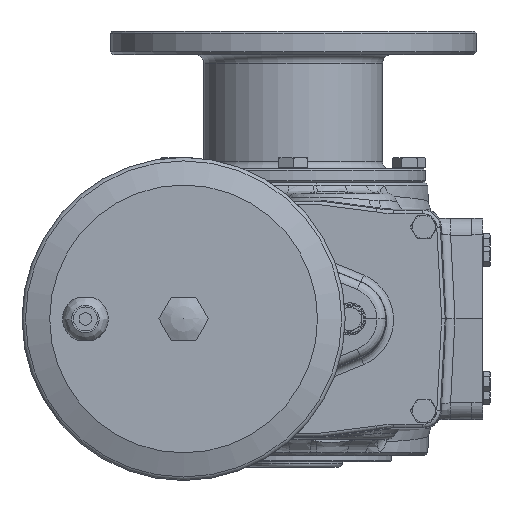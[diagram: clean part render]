
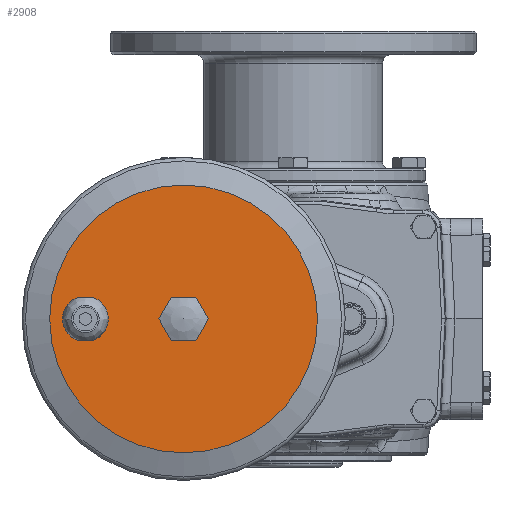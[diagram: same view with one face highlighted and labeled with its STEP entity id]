
A CAD part, left-side view. The second image highlights one B-rep face of the part: STEP entity #2908.
In plain terms, the highlighted planar face has unit normal (-1, 0, 0).
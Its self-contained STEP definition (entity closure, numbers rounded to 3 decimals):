
#2908 = ADVANCED_FACE( '', ( #6324, #6325, #6326 ), #6327, .T. );
#6324 = FACE_BOUND( '', #26862, .T. );
#6325 = FACE_OUTER_BOUND( '', #26863, .T. );
#6326 = FACE_BOUND( '', #26864, .T. );
#6327 = PLANE( '', #26865 );
#26862 = EDGE_LOOP( '', ( #36989, #36990, #36991, #36992 ) );
#26863 = EDGE_LOOP( '', ( #36993 ) );
#26864 = EDGE_LOOP( '', ( #36994, #36995, #36996, #36997, #36998, #36999 ) );
#26865 = AXIS2_PLACEMENT_3D( '', #37000, #37001, #37002 );
#36989 = ORIENTED_EDGE( '', *, *, #40835, .F. );
#36990 = ORIENTED_EDGE( '', *, *, #40928, .F. );
#36991 = ORIENTED_EDGE( '', *, *, #40876, .F. );
#36992 = ORIENTED_EDGE( '', *, *, #41042, .T. );
#36993 = ORIENTED_EDGE( '', *, *, #41043, .T. );
#36994 = ORIENTED_EDGE( '', *, *, #39302, .T. );
#36995 = ORIENTED_EDGE( '', *, *, #41044, .T. );
#36996 = ORIENTED_EDGE( '', *, *, #40200, .T. );
#36997 = ORIENTED_EDGE( '', *, *, #38659, .T. );
#36998 = ORIENTED_EDGE( '', *, *, #41045, .T. );
#36999 = ORIENTED_EDGE( '', *, *, #40480, .T. );
#37000 = CARTESIAN_POINT( '', ( -633.9, 136.4, 0. ) );
#37001 = DIRECTION( '', ( -1., 0., 0. ) );
#37002 = DIRECTION( '', ( 0., 1., 0. ) );
#38659 = EDGE_CURVE( '', #42192, #42196, #42198, .T. );
#39302 = EDGE_CURVE( '', #43213, #43217, #43219, .T. );
#40200 = EDGE_CURVE( '', #44489, #42192, #44492, .T. );
#40480 = EDGE_CURVE( '', #44852, #43213, #44854, .T. );
#40835 = EDGE_CURVE( '', #45283, #45284, #45285, .T. );
#40876 = EDGE_CURVE( '', #45330, #45332, #45333, .T. );
#40928 = EDGE_CURVE( '', #45332, #45283, #45395, .T. );
#41042 = EDGE_CURVE( '', #45330, #45284, #45519, .T. );
#41043 = EDGE_CURVE( '', #45520, #45520, #45521, .T. );
#41044 = EDGE_CURVE( '', #43217, #44489, #45522, .T. );
#41045 = EDGE_CURVE( '', #42196, #44852, #45523, .T. );
#42192 = VERTEX_POINT( '', #48516 );
#42196 = VERTEX_POINT( '', #48521 );
#42198 = LINE( '', #48524, #48525 );
#43213 = VERTEX_POINT( '', #51593 );
#43217 = VERTEX_POINT( '', #51598 );
#43219 = LINE( '', #51601, #51602 );
#44489 = VERTEX_POINT( '', #54908 );
#44492 = LINE( '', #54912, #54913 );
#44852 = VERTEX_POINT( '', #55978 );
#44854 = LINE( '', #55981, #55982 );
#45283 = VERTEX_POINT( '', #57513 );
#45284 = VERTEX_POINT( '', #57514 );
#45285 = CIRCLE( '', #57515, 12.8 );
#45330 = VERTEX_POINT( '', #57781 );
#45332 = VERTEX_POINT( '', #57784 );
#45333 = CIRCLE( '', #57785, 12.8 );
#45395 = LINE( '', #57954, #57955 );
#45519 = LINE( '', #58126, #58127 );
#45520 = VERTEX_POINT( '', #58128 );
#45521 = CIRCLE( '', #58129, 75. );
#45522 = LINE( '', #58130, #58131 );
#45523 = LINE( '', #58132, #58133 );
#48516 = CARTESIAN_POINT( '', ( -633.9, 68.328, -12. ) );
#48521 = CARTESIAN_POINT( '', ( -633.9, 75.256, 0. ) );
#48524 = CARTESIAN_POINT( '', ( -633.9, 68.328, -12. ) );
#48525 = VECTOR( '', #59267, 1000. );
#51593 = CARTESIAN_POINT( '', ( -633.9, 54.472, 12. ) );
#51598 = CARTESIAN_POINT( '', ( -633.9, 47.544, 0. ) );
#51601 = CARTESIAN_POINT( '', ( -633.9, 54.472, 12. ) );
#51602 = VECTOR( '', #59930, 1000. );
#54908 = CARTESIAN_POINT( '', ( -633.9, 54.472, -12. ) );
#54912 = CARTESIAN_POINT( '', ( -633.9, 54.472, -12. ) );
#54913 = VECTOR( '', #60858, 1000. );
#55978 = CARTESIAN_POINT( '', ( -633.9, 68.328, 12. ) );
#55981 = CARTESIAN_POINT( '', ( -633.9, 68.328, 12. ) );
#55982 = VECTOR( '', #61141, 1000. );
#57513 = CARTESIAN_POINT( '', ( -633.9, 111.946, -12. ) );
#57514 = CARTESIAN_POINT( '', ( -633.9, 111.946, 12. ) );
#57515 = AXIS2_PLACEMENT_3D( '', #61445, #61446, #61447 );
#57781 = CARTESIAN_POINT( '', ( -633.9, 120.854, 12. ) );
#57784 = CARTESIAN_POINT( '', ( -633.9, 120.854, -12. ) );
#57785 = AXIS2_PLACEMENT_3D( '', #61464, #61465, #61466 );
#57954 = CARTESIAN_POINT( '', ( -633.9, 120.854, -12. ) );
#57955 = VECTOR( '', #61510, 1000. );
#58126 = CARTESIAN_POINT( '', ( -633.9, 120.854, 12. ) );
#58127 = VECTOR( '', #61580, 1000. );
#58128 = CARTESIAN_POINT( '', ( -633.9, 136.4, 0. ) );
#58129 = AXIS2_PLACEMENT_3D( '', #61581, #61582, #61583 );
#58130 = CARTESIAN_POINT( '', ( -633.9, 47.544, 0. ) );
#58131 = VECTOR( '', #61584, 1000. );
#58132 = CARTESIAN_POINT( '', ( -633.9, 75.256, 0. ) );
#58133 = VECTOR( '', #61585, 1000. );
#59267 = DIRECTION( '', ( 0., 0.5, 0.866 ) );
#59930 = DIRECTION( '', ( 0., -0.5, -0.866 ) );
#60858 = DIRECTION( '', ( 0., 1., 0. ) );
#61141 = DIRECTION( '', ( 0., -1., 0. ) );
#61445 = CARTESIAN_POINT( '', ( -633.9, 116.4, 0. ) );
#61446 = DIRECTION( '', ( -1., 0., 0. ) );
#61447 = DIRECTION( '', ( 0., 1., 0. ) );
#61464 = CARTESIAN_POINT( '', ( -633.9, 116.4, 0. ) );
#61465 = DIRECTION( '', ( -1., 0., 0. ) );
#61466 = DIRECTION( '', ( 0., 1., 0. ) );
#61510 = DIRECTION( '', ( 0., -1., 0. ) );
#61580 = DIRECTION( '', ( 0., -1., 0. ) );
#61581 = CARTESIAN_POINT( '', ( -633.9, 61.4, 0. ) );
#61582 = DIRECTION( '', ( -1., 0., 0. ) );
#61583 = DIRECTION( '', ( 0., 1., 0. ) );
#61584 = DIRECTION( '', ( 0., 0.5, -0.866 ) );
#61585 = DIRECTION( '', ( 0., -0.5, 0.866 ) );
